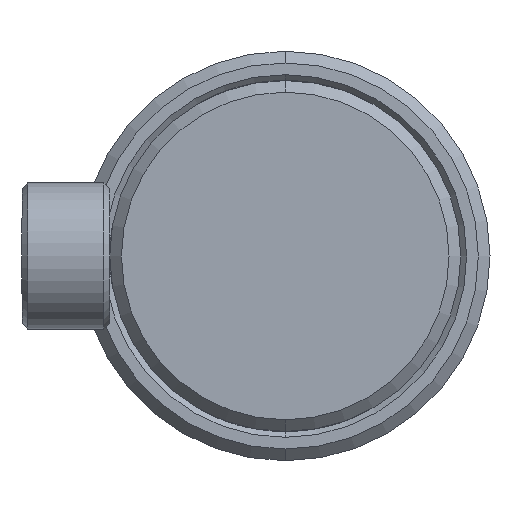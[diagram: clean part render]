
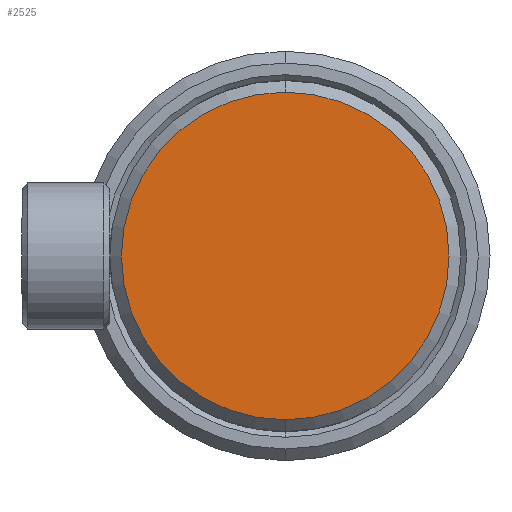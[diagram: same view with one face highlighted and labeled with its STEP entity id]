
A CAD part, left-side view. The second image highlights one B-rep face of the part: STEP entity #2525.
In plain terms, the highlighted planar face has unit normal (-1, 0, 0).
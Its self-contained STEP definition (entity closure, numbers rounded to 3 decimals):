
#12 = VERTEX_POINT ( 'NONE', #755 ) ;
#17 = AXIS2_PLACEMENT_3D ( 'NONE', #1456, #1176, #2316 ) ;
#555 = AXIS2_PLACEMENT_3D ( 'NONE', #1004, #2689, #1241 ) ;
#755 = CARTESIAN_POINT ( 'NONE',  ( -47., 0., 28. ) ) ;
#887 = AXIS2_PLACEMENT_3D ( 'NONE', #1940, #3039, #997 ) ;
#926 = EDGE_CURVE ( 'NONE', #977, #12, #2456, .T. ) ;
#977 = VERTEX_POINT ( 'NONE', #2249 ) ;
#997 = DIRECTION ( 'NONE',  ( 0., 0., -1. ) ) ;
#1004 = CARTESIAN_POINT ( 'NONE',  ( -47., 30., 0. ) ) ;
#1176 = DIRECTION ( 'NONE',  ( -1., 0., 0. ) ) ;
#1241 = DIRECTION ( 'NONE',  ( 0., 0., -1. ) ) ;
#1456 = CARTESIAN_POINT ( 'NONE',  ( -47., 0., 0. ) ) ;
#1626 = EDGE_CURVE ( 'NONE', #12, #977, #1644, .T. ) ;
#1644 = CIRCLE ( 'NONE', #887, 28. ) ;
#1688 = ORIENTED_EDGE ( 'NONE', *, *, #926, .T. ) ;
#1935 = PLANE ( 'NONE',  #555 ) ;
#1940 = CARTESIAN_POINT ( 'NONE',  ( -47., 0., 0. ) ) ;
#2219 = EDGE_LOOP ( 'NONE', ( #1688, #2357 ) ) ;
#2249 = CARTESIAN_POINT ( 'NONE',  ( -47., 0., -28. ) ) ;
#2316 = DIRECTION ( 'NONE',  ( 0., 0., -1. ) ) ;
#2357 = ORIENTED_EDGE ( 'NONE', *, *, #1626, .T. ) ;
#2456 = CIRCLE ( 'NONE', #17, 28. ) ;
#2525 = ADVANCED_FACE ( 'NONE', ( #2732 ), #1935, .F. ) ;
#2689 = DIRECTION ( 'NONE',  ( 1., 0., 0. ) ) ;
#2732 = FACE_OUTER_BOUND ( 'NONE', #2219, .T. ) ;
#3039 = DIRECTION ( 'NONE',  ( -1., 0., 0. ) ) ;
